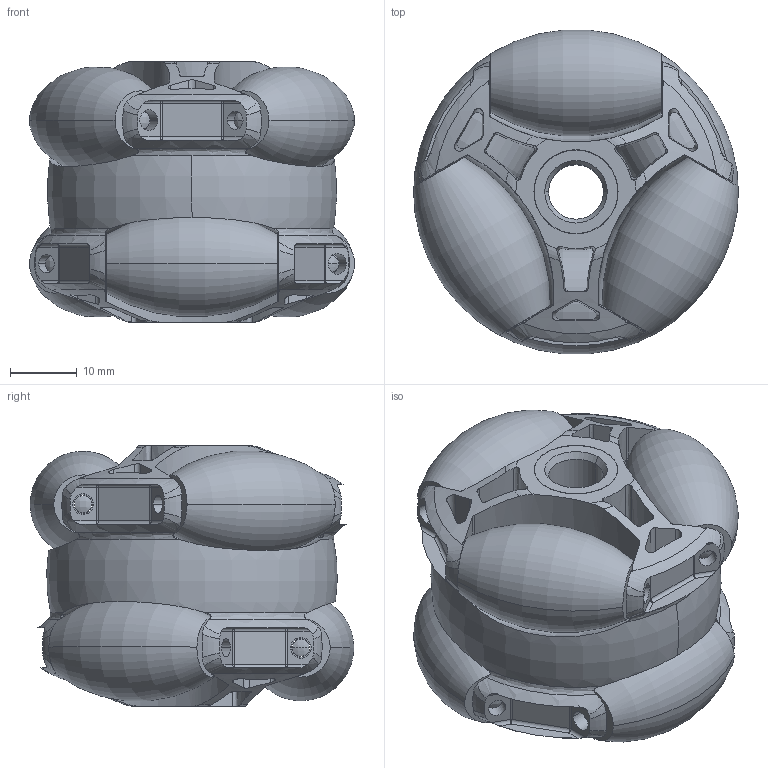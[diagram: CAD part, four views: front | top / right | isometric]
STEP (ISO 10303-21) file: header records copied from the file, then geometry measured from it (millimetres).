
FILE_DESCRIPTION (( 'STEP AP214' ), '1' );
FILE_NAME ('0027703.step', '2021-08-27T09:11:20', ( 'Windows-Benutzer' ), ( '' ), 'SwSTEP 2.0', 'SolidWorks 2020', '' );
FILE_SCHEMA (( 'AUTOMOTIVE_DESIGN' ));
Length unit declared in the file: millimetre
Products named in the file (1): 0027703
Bounding box: 48.65 x 48.45 x 39 mm (x, y, z)
Surface area: 20941.2 mm2 (no closed solid volume)
Topology: 0 solids, 23 shells, 420 faces, 1251 edges, 830 vertices
Faces by surface type: bspline 148, cylinder 140, plane 82, cone 29, torus 21
Entity records: 24140 total; most frequent: CARTESIAN_POINT 9737, ORIENTED_EDGE 2229, DIRECTION 1608, EDGE_CURVE 1235, VERTEX_POINT 830, AXIS2_PLACEMENT_3D 674, B_SPLINE_CURVE_WITH_KNOTS 559, EDGE_LOOP 469
